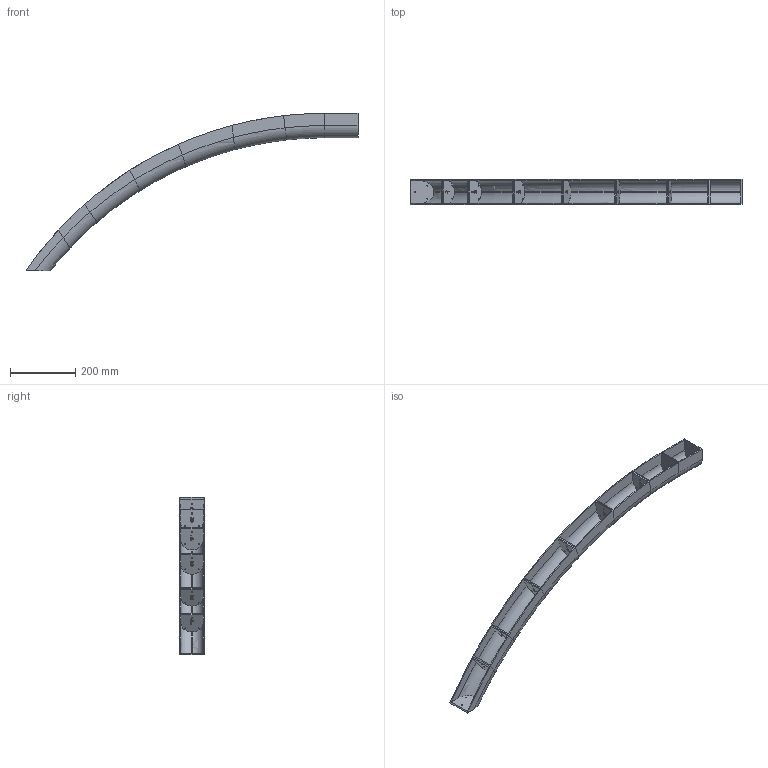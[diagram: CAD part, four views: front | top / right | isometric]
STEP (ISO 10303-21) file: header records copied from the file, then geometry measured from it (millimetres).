
FILE_DESCRIPTION(/* description */ (''),/* implementation_level */ '2;1');
FILE_NAME(/* name */ 'car pillar v9.step',/* time_stamp */ '2021-12-02T17:33:07-05:00',/* author */ (''),/* organization */ (''),/* preprocessor_version */ 'ST-DEVELOPER v18.1',/* originating_system */ 'Autodesk Translation Framework v10.10.0.1391',/* authorisation */ '');
FILE_SCHEMA (('AUTOMOTIVE_DESIGN { 1 0 10303 214 3 1 1 }'));
Length unit declared in the file: millimetre
Products named in the file (1): car pillar
Bounding box: 1014.8 x 76.2 x 481 mm (x, y, z)
Volume: 929477 mm3; surface area: 547582.6 mm2
Topology: 8 solids, 8 shells, 437 faces, 1185 edges, 790 vertices
Faces by surface type: bspline 174, plane 163, cylinder 72, torus 28
Full cylindrical faces by diameter (mm): 3.15 x45, 10 x2
Entity records: 16420 total; most frequent: CARTESIAN_POINT 6298, ORIENTED_EDGE 2370, DIRECTION 1499, EDGE_CURVE 1185, VERTEX_POINT 790, LINE 595, VECTOR 595, EDGE_LOOP 557
